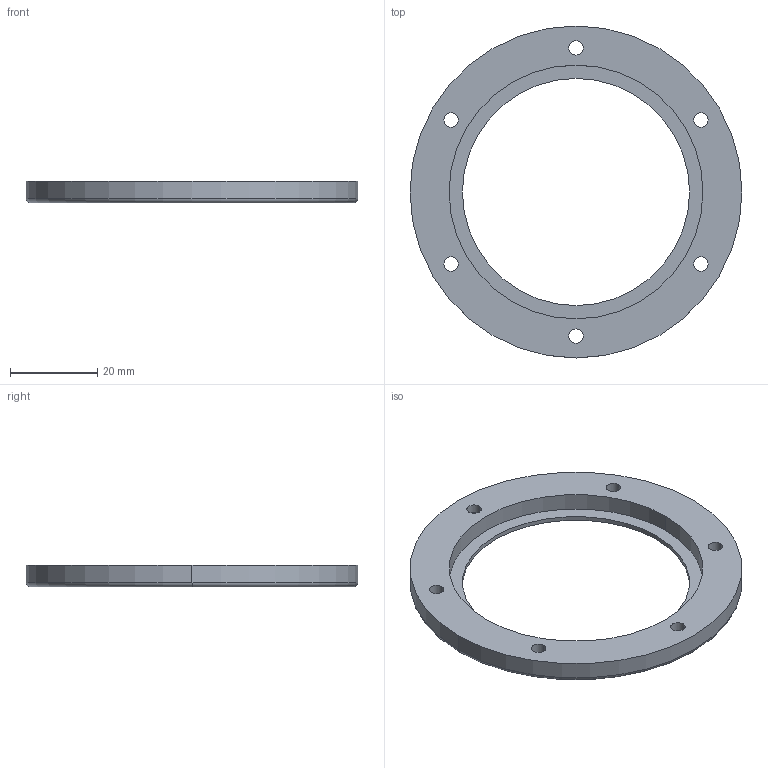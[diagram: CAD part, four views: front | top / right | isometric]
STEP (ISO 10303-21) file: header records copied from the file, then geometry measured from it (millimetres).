
FILE_DESCRIPTION (( 'STEP AP214' ), '1' );
FILE_NAME ('1.1.二级外圈.STEP', '2025-11-20T07:01:20', ( '' ), ( '' ), 'SwSTEP 2.0', 'SolidWorks 2023', '' );
FILE_SCHEMA (( 'AUTOMOTIVE_DESIGN' ));
Length unit declared in the file: millimetre
Products named in the file (1): 1.1.二级外圈
Bounding box: 76 x 76 x 5 mm (x, y, z)
Volume: 9314.9 mm3; surface area: 7160.7 mm2
Topology: 1 solids, 1 shells, 41 faces, 94 edges, 62 vertices
Faces by surface type: cylinder 30, plane 9, torus 2
Entity records: 1247 total; most frequent: DIRECTION 242, CARTESIAN_POINT 198, ORIENTED_EDGE 188, AXIS2_PLACEMENT_3D 106, EDGE_CURVE 94, CIRCLE 64, EDGE_LOOP 62, VERTEX_POINT 62
